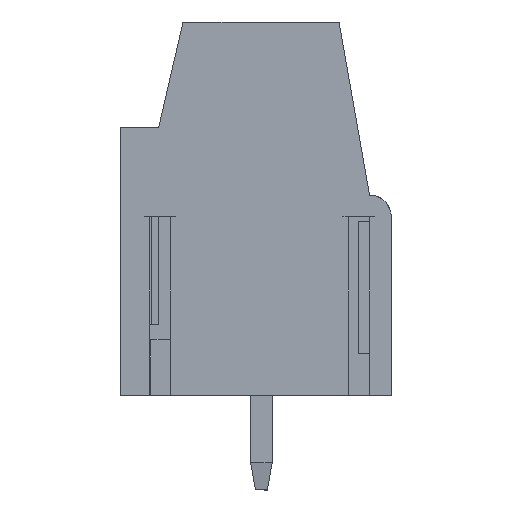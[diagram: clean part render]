
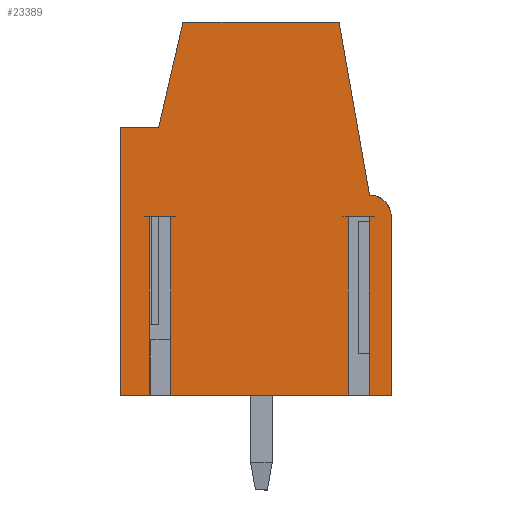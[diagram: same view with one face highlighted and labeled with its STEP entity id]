
A CAD part, left-side view. The second image highlights one B-rep face of the part: STEP entity #23389.
In plain terms, the highlighted planar face has unit normal (-1, 0, 0).
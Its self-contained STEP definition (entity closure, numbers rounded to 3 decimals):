
#23326=AXIS2_PLACEMENT_3D('Plane Axis2P3D',#23323,#23324,#23325) ;
#22301=CARTESIAN_POINT('Vertex',(0.,0.,3.5)) ;
#22304=CARTESIAN_POINT('Line Origine',(0.,0.405,3.5)) ;
#22308=CARTESIAN_POINT('Vertex',(0.,0.81,3.5)) ;
#22329=CARTESIAN_POINT('Vertex',(0.,1.59,3.5)) ;
#22332=CARTESIAN_POINT('Line Origine',(0.,4.875,3.5)) ;
#22336=CARTESIAN_POINT('Vertex',(0.,8.16,3.5)) ;
#22357=CARTESIAN_POINT('Vertex',(0.,8.94,3.5)) ;
#22360=CARTESIAN_POINT('Line Origine',(0.,9.47,3.5)) ;
#22364=CARTESIAN_POINT('Vertex',(0.,10.,3.5)) ;
#22808=CARTESIAN_POINT('Line Origine',(0.,10.,8.45)) ;
#22812=CARTESIAN_POINT('Vertex',(0.,10.,13.4)) ;
#22959=CARTESIAN_POINT('Vertex',(0.,8.6,13.4)) ;
#22962=CARTESIAN_POINT('Line Origine',(0.,8.15,15.35)) ;
#22966=CARTESIAN_POINT('Vertex',(0.,7.7,17.3)) ;
#22997=CARTESIAN_POINT('Line Origine',(0.,4.814,17.3)) ;
#23001=CARTESIAN_POINT('Vertex',(0.,1.928,17.3)) ;
#23064=CARTESIAN_POINT('Line Origine',(0.,1.364,14.1)) ;
#23068=CARTESIAN_POINT('Vertex',(0.,0.8,10.9)) ;
#23096=CARTESIAN_POINT('Control Point',(0.,0.,10.1)) ;
#23097=CARTESIAN_POINT('Control Point',(0.,0.,10.414)) ;
#23098=CARTESIAN_POINT('Control Point',(0.,0.168,10.732)) ;
#23099=CARTESIAN_POINT('Control Point',(0.,0.486,10.9)) ;
#23100=CARTESIAN_POINT('Control Point',(0.,0.8,10.9)) ;
#23101=CARTESIAN_POINT('Vertex',(0.,0.,10.1)) ;
#23130=CARTESIAN_POINT('Line Origine',(0.,0.,6.8)) ;
#23323=CARTESIAN_POINT('Axis2P3D Location',(0.,10.,0.3)) ;
#23328=CARTESIAN_POINT('Line Origine',(0.,1.59,6.8)) ;
#23332=CARTESIAN_POINT('Vertex',(0.,1.59,10.1)) ;
#23335=CARTESIAN_POINT('Line Origine',(0.,1.2,10.1)) ;
#23339=CARTESIAN_POINT('Vertex',(0.,0.81,10.1)) ;
#23342=CARTESIAN_POINT('Line Origine',(0.,0.81,6.8)) ;
#23347=CARTESIAN_POINT('Line Origine',(0.,9.3,13.4)) ;
#23352=CARTESIAN_POINT('Line Origine',(0.,8.94,6.8)) ;
#23356=CARTESIAN_POINT('Vertex',(0.,8.94,10.1)) ;
#23359=CARTESIAN_POINT('Line Origine',(0.,8.55,10.1)) ;
#23363=CARTESIAN_POINT('Vertex',(0.,8.16,10.1)) ;
#23366=CARTESIAN_POINT('Line Origine',(0.,8.16,6.8)) ;
#22305=DIRECTION('Vector Direction',(0.,-1.,0.)) ;
#22333=DIRECTION('Vector Direction',(0.,-1.,0.)) ;
#22361=DIRECTION('Vector Direction',(0.,-1.,0.)) ;
#22809=DIRECTION('Vector Direction',(0.,0.,-1.)) ;
#22963=DIRECTION('Vector Direction',(0.,0.225,-0.974)) ;
#22998=DIRECTION('Vector Direction',(0.,1.,0.)) ;
#23065=DIRECTION('Vector Direction',(0.,0.174,0.985)) ;
#23131=DIRECTION('Vector Direction',(0.,0.,1.)) ;
#23324=DIRECTION('Axis2P3D Direction',(-1.,0.,0.)) ;
#23325=DIRECTION('Axis2P3D XDirection',(0.,1.,0.)) ;
#23329=DIRECTION('Vector Direction',(0.,0.,1.)) ;
#23336=DIRECTION('Vector Direction',(0.,1.,0.)) ;
#23343=DIRECTION('Vector Direction',(0.,0.,1.)) ;
#23348=DIRECTION('Vector Direction',(0.,1.,0.)) ;
#23353=DIRECTION('Vector Direction',(0.,0.,1.)) ;
#23360=DIRECTION('Vector Direction',(0.,1.,0.)) ;
#23367=DIRECTION('Vector Direction',(0.,0.,1.)) ;
#22306=VECTOR('Line Direction',#22305,1.) ;
#22334=VECTOR('Line Direction',#22333,1.) ;
#22362=VECTOR('Line Direction',#22361,1.) ;
#22810=VECTOR('Line Direction',#22809,1.) ;
#22964=VECTOR('Line Direction',#22963,1.) ;
#22999=VECTOR('Line Direction',#22998,1.) ;
#23066=VECTOR('Line Direction',#23065,1.) ;
#23132=VECTOR('Line Direction',#23131,1.) ;
#23330=VECTOR('Line Direction',#23329,1.) ;
#23337=VECTOR('Line Direction',#23336,1.) ;
#23344=VECTOR('Line Direction',#23343,1.) ;
#23349=VECTOR('Line Direction',#23348,1.) ;
#23354=VECTOR('Line Direction',#23353,1.) ;
#23361=VECTOR('Line Direction',#23360,1.) ;
#23368=VECTOR('Line Direction',#23367,1.) ;
#23372=ORIENTED_EDGE('',*,*,#22338,.T.) ;
#23373=ORIENTED_EDGE('',*,*,#23334,.T.) ;
#23374=ORIENTED_EDGE('',*,*,#23341,.F.) ;
#23375=ORIENTED_EDGE('',*,*,#23346,.F.) ;
#23376=ORIENTED_EDGE('',*,*,#22310,.T.) ;
#23377=ORIENTED_EDGE('',*,*,#23134,.T.) ;
#23378=ORIENTED_EDGE('',*,*,#23103,.T.) ;
#23379=ORIENTED_EDGE('',*,*,#23070,.T.) ;
#23380=ORIENTED_EDGE('',*,*,#23003,.T.) ;
#23381=ORIENTED_EDGE('',*,*,#22968,.T.) ;
#23382=ORIENTED_EDGE('',*,*,#23351,.T.) ;
#23383=ORIENTED_EDGE('',*,*,#22814,.T.) ;
#23384=ORIENTED_EDGE('',*,*,#22366,.T.) ;
#23385=ORIENTED_EDGE('',*,*,#23358,.T.) ;
#23386=ORIENTED_EDGE('',*,*,#23365,.F.) ;
#23387=ORIENTED_EDGE('',*,*,#23370,.F.) ;
#23389=ADVANCED_FACE('HOUSING',(#23388),#23327,.T.) ;
#23095=B_SPLINE_CURVE_WITH_KNOTS('',4,(#23096,#23097,#23098,#23099,#23100),.UNSPECIFIED.,.F.,.U.,(5,5),(-0.628,0.628),.UNSPECIFIED.) ;
#22310=EDGE_CURVE('',#22309,#22302,#22307,.T.) ;
#22338=EDGE_CURVE('',#22337,#22330,#22335,.T.) ;
#22366=EDGE_CURVE('',#22365,#22358,#22363,.T.) ;
#22814=EDGE_CURVE('',#22813,#22365,#22811,.T.) ;
#22968=EDGE_CURVE('',#22967,#22960,#22965,.T.) ;
#23003=EDGE_CURVE('',#23002,#22967,#23000,.T.) ;
#23070=EDGE_CURVE('',#23069,#23002,#23067,.T.) ;
#23103=EDGE_CURVE('',#23102,#23069,#23095,.T.) ;
#23134=EDGE_CURVE('',#22302,#23102,#23133,.T.) ;
#23334=EDGE_CURVE('',#22330,#23333,#23331,.T.) ;
#23341=EDGE_CURVE('',#23340,#23333,#23338,.T.) ;
#23346=EDGE_CURVE('',#22309,#23340,#23345,.T.) ;
#23351=EDGE_CURVE('',#22960,#22813,#23350,.T.) ;
#23358=EDGE_CURVE('',#22358,#23357,#23355,.T.) ;
#23365=EDGE_CURVE('',#23364,#23357,#23362,.T.) ;
#23370=EDGE_CURVE('',#22337,#23364,#23369,.T.) ;
#23371=EDGE_LOOP('',(#23372,#23373,#23374,#23375,#23376,#23377,#23378,#23379,#23380,#23381,#23382,#23383,#23384,#23385,#23386,#23387)) ;
#23388=FACE_OUTER_BOUND('',#23371,.T.) ;
#22307=LINE('Line',#22304,#22306) ;
#22335=LINE('Line',#22332,#22334) ;
#22363=LINE('Line',#22360,#22362) ;
#22811=LINE('Line',#22808,#22810) ;
#22965=LINE('Line',#22962,#22964) ;
#23000=LINE('Line',#22997,#22999) ;
#23067=LINE('Line',#23064,#23066) ;
#23133=LINE('Line',#23130,#23132) ;
#23331=LINE('Line',#23328,#23330) ;
#23338=LINE('Line',#23335,#23337) ;
#23345=LINE('Line',#23342,#23344) ;
#23350=LINE('Line',#23347,#23349) ;
#23355=LINE('Line',#23352,#23354) ;
#23362=LINE('Line',#23359,#23361) ;
#23369=LINE('Line',#23366,#23368) ;
#23327=PLANE('',#23326) ;
#22302=VERTEX_POINT('',#22301) ;
#22309=VERTEX_POINT('',#22308) ;
#22330=VERTEX_POINT('',#22329) ;
#22337=VERTEX_POINT('',#22336) ;
#22358=VERTEX_POINT('',#22357) ;
#22365=VERTEX_POINT('',#22364) ;
#22813=VERTEX_POINT('',#22812) ;
#22960=VERTEX_POINT('',#22959) ;
#22967=VERTEX_POINT('',#22966) ;
#23002=VERTEX_POINT('',#23001) ;
#23069=VERTEX_POINT('',#23068) ;
#23102=VERTEX_POINT('',#23101) ;
#23333=VERTEX_POINT('',#23332) ;
#23340=VERTEX_POINT('',#23339) ;
#23357=VERTEX_POINT('',#23356) ;
#23364=VERTEX_POINT('',#23363) ;
